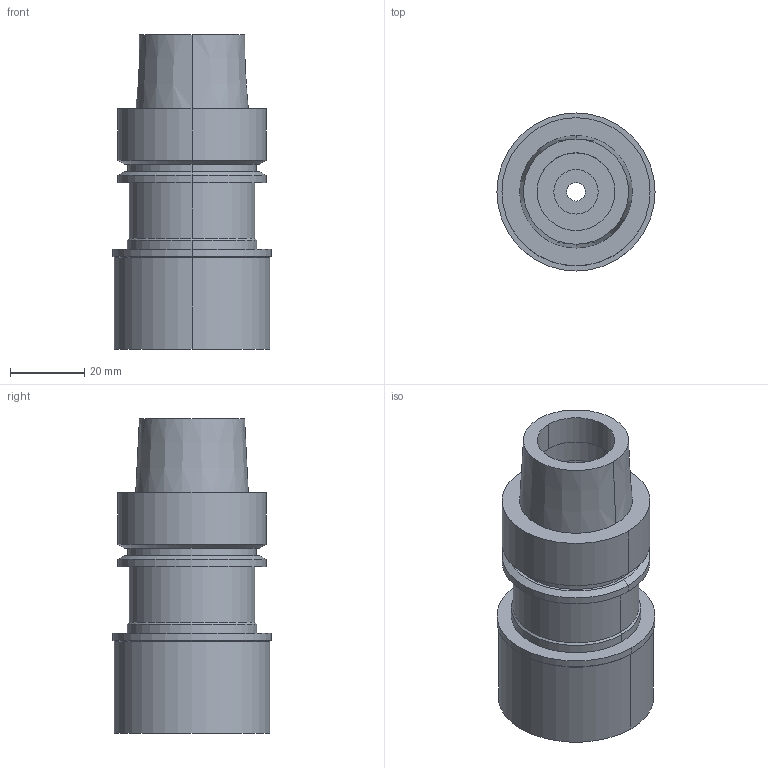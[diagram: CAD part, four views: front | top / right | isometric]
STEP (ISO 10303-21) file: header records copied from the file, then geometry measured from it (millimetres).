
FILE_DESCRIPTION((''),'2;1');
FILE_NAME('HE40MN16065-160_ASM','2018-02-19T',('ykawabe'),(''),'CREO PARAMETRIC BY PTC INC, 2016380','CREO PARAMETRIC BY PTC INC, 2016380','');
FILE_SCHEMA(('AUTOMOTIVE_DESIGN { 1 0 10303 214 1 1 1 1 }'));
Length unit declared in the file: millimetre
Products named in the file (5): HSK-E40-MEGA16N-65_1; NBC16-16_1; MGN16_1; DXF_TEMP_ASSY_ASM_4_ASM; HE40MN16065-160_ASM
Assembly tree (4 placements, depth 3):
  HE40MN16065-160_ASM
    DXF_TEMP_ASSY_ASM_4_ASM
      HSK-E40-MEGA16N-65_1
      NBC16-16_1
      MGN16_1
Bounding box: 42.7 x 42.7 x 85 mm (x, y, z)
Volume: 67928.8 mm3; surface area: 28641.5 mm2
Topology: 3 solids, 3 shells, 90 faces, 180 edges, 112 vertices
Faces by surface type: cylinder 46, plane 22, cone 20, torus 2
Entity records: 3643 total; most frequent: DIRECTION 520, CARTESIAN_POINT 417, ORIENTED_EDGE 360, AXIS2_PLACEMENT_3D 227, PRESENTATION_STYLE_ASSIGNMENT 188, STYLED_ITEM 188, CURVE_STYLE 185, EDGE_CURVE 180
